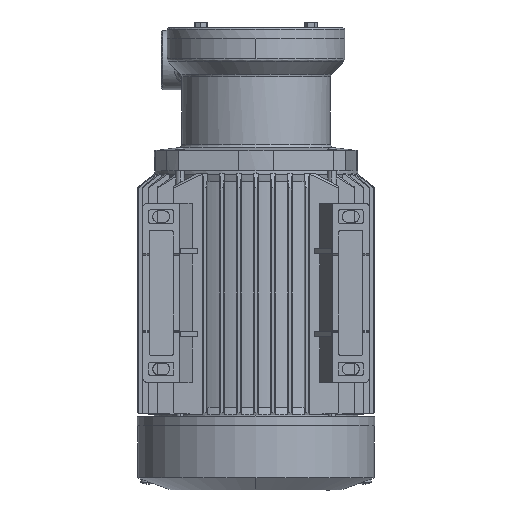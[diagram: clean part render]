
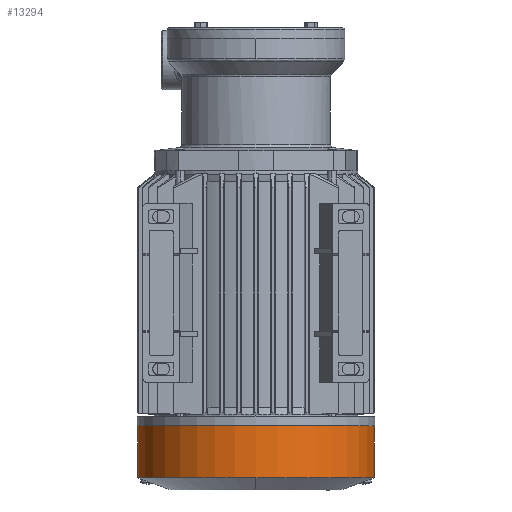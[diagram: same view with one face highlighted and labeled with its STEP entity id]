
A CAD part, front view. The second image highlights one B-rep face of the part: STEP entity #13294.
In plain terms, the highlighted cylindrical face has radius 70 mm (diameter 140 mm), a partial arc.
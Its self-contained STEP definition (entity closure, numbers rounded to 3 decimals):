
#84 = DIRECTION ( 'NONE',  ( -1., 0., 0. ) ) ;
#1023 = CARTESIAN_POINT ( 'NONE',  ( 0., -70., -246.697 ) ) ;
#1682 = VERTEX_POINT ( 'NONE', #10120 ) ;
#1700 = CARTESIAN_POINT ( 'NONE',  ( 0., 0., -216. ) ) ;
#1701 = EDGE_CURVE ( 'NONE', #44055, #16870, #35690, .T. ) ;
#2616 = CARTESIAN_POINT ( 'NONE',  ( 70., 0., -216. ) ) ;
#3849 = CARTESIAN_POINT ( 'NONE',  ( 0., 0., -246.697 ) ) ;
#4003 = DIRECTION ( 'NONE',  ( 0., 0., -1. ) ) ;
#4361 = DIRECTION ( 'NONE',  ( -1., 0., 0. ) ) ;
#6913 = ORIENTED_EDGE ( 'NONE', *, *, #29677, .T. ) ;
#7827 = ORIENTED_EDGE ( 'NONE', *, *, #11661, .T. ) ;
#7968 = LINE ( 'NONE', #24058, #31462 ) ;
#8590 = CYLINDRICAL_SURFACE ( 'NONE', #27619, 70. ) ;
#9740 = VERTEX_POINT ( 'NONE', #42054 ) ;
#10120 = CARTESIAN_POINT ( 'NONE',  ( 70., 0., -246.697 ) ) ;
#11661 = EDGE_CURVE ( 'NONE', #9740, #15236, #51114, .T. ) ;
#13294 = ADVANCED_FACE ( 'NONE', ( #25729 ), #8590, .T. ) ;
#15236 = VERTEX_POINT ( 'NONE', #1023 ) ;
#16870 = VERTEX_POINT ( 'NONE', #48169 ) ;
#17244 = CARTESIAN_POINT ( 'NONE',  ( 70., 0., -216. ) ) ;
#21325 = AXIS2_PLACEMENT_3D ( 'NONE', #1700, #42826, #84 ) ;
#23551 = CIRCLE ( 'NONE', #45511, 70. ) ;
#24058 = CARTESIAN_POINT ( 'NONE',  ( -70., 0., -216. ) ) ;
#25729 = FACE_OUTER_BOUND ( 'NONE', #34135, .T. ) ;
#25841 = AXIS2_PLACEMENT_3D ( 'NONE', #42245, #47247, #39070 ) ;
#26366 = LINE ( 'NONE', #2616, #38147 ) ;
#27619 = AXIS2_PLACEMENT_3D ( 'NONE', #37614, #33673, #41821 ) ;
#29677 = EDGE_CURVE ( 'NONE', #15236, #1682, #23551, .T. ) ;
#31462 = VECTOR ( 'NONE', #4003, 1000. ) ;
#33374 = ORIENTED_EDGE ( 'NONE', *, *, #1701, .T. ) ;
#33492 = ORIENTED_EDGE ( 'NONE', *, *, #38723, .F. ) ;
#33673 = DIRECTION ( 'NONE',  ( 0., 0., -1. ) ) ;
#34135 = EDGE_LOOP ( 'NONE', ( #33492, #33374, #45974, #7827, #6913 ) ) ;
#35081 = DIRECTION ( 'NONE',  ( 0., 0., -1. ) ) ;
#35690 = CIRCLE ( 'NONE', #21325, 70. ) ;
#36325 = EDGE_CURVE ( 'NONE', #16870, #9740, #7968, .T. ) ;
#37614 = CARTESIAN_POINT ( 'NONE',  ( 0., 0., -216. ) ) ;
#38147 = VECTOR ( 'NONE', #35081, 1000. ) ;
#38723 = EDGE_CURVE ( 'NONE', #44055, #1682, #26366, .T. ) ;
#39070 = DIRECTION ( 'NONE',  ( -1., 0., 0. ) ) ;
#41821 = DIRECTION ( 'NONE',  ( -1., 0., 0. ) ) ;
#42054 = CARTESIAN_POINT ( 'NONE',  ( -70., 0., -246.697 ) ) ;
#42245 = CARTESIAN_POINT ( 'NONE',  ( 0., 0., -246.697 ) ) ;
#42826 = DIRECTION ( 'NONE',  ( 0., 0., -1. ) ) ;
#44055 = VERTEX_POINT ( 'NONE', #17244 ) ;
#44206 = DIRECTION ( 'NONE',  ( 0., 0., 1. ) ) ;
#45511 = AXIS2_PLACEMENT_3D ( 'NONE', #3849, #44206, #4361 ) ;
#45974 = ORIENTED_EDGE ( 'NONE', *, *, #36325, .T. ) ;
#47247 = DIRECTION ( 'NONE',  ( 0., 0., 1. ) ) ;
#48169 = CARTESIAN_POINT ( 'NONE',  ( -70., 0., -216. ) ) ;
#51114 = CIRCLE ( 'NONE', #25841, 70. ) ;
